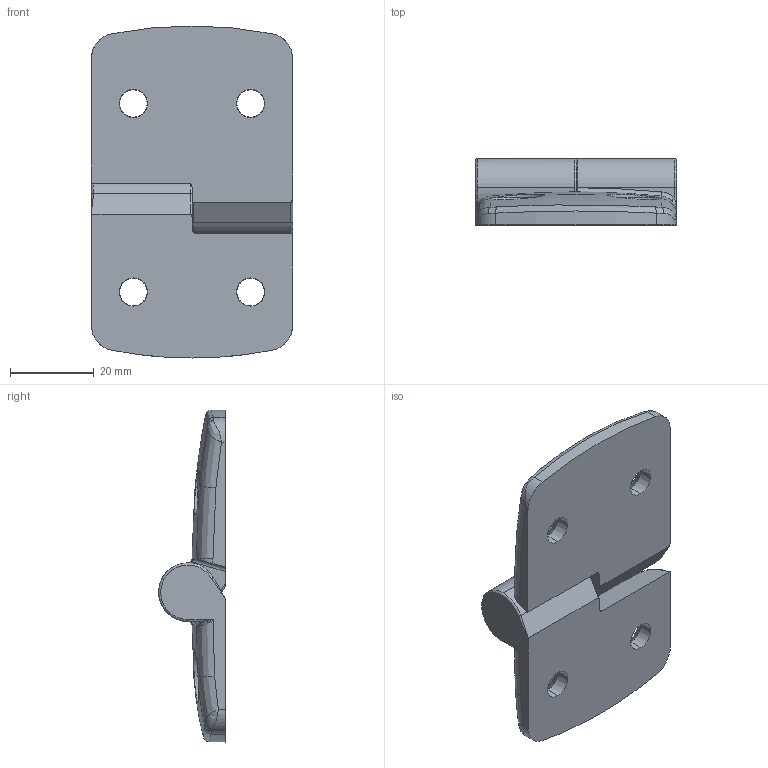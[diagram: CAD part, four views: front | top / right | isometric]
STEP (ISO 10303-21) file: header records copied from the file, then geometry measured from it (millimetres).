
FILE_DESCRIPTION (( 'STEP AP214' ), '1' );
FILE_NAME ('095k3545l00.STEP', '2014-08-26T06:13:24', ( '' ), ( '' ), 'SwSTEP 2.0', 'SolidWorks 2014', '' );
FILE_SCHEMA (( 'AUTOMOTIVE_DESIGN' ));
Length unit declared in the file: millimetre
Products named in the file (1): 095k3545l00
Bounding box: 48 x 15.95 x 79.25 mm (x, y, z)
Volume: 25135.7 mm3; surface area: 11660.4 mm2
Topology: 3 solids, 3 shells, 143 faces, 359 edges, 217 vertices
Faces by surface type: bspline 50, cylinder 45, plane 27, cone 21
Entity records: 8673 total; most frequent: CARTESIAN_POINT 4045, ORIENTED_EDGE 704, DIRECTION 522, EDGE_CURVE 352, VERTEX_POINT 217, AXIS2_PLACEMENT_3D 211, EDGE_LOOP 153, UNCERTAINTY_MEASURE_WITH_UNIT 148
